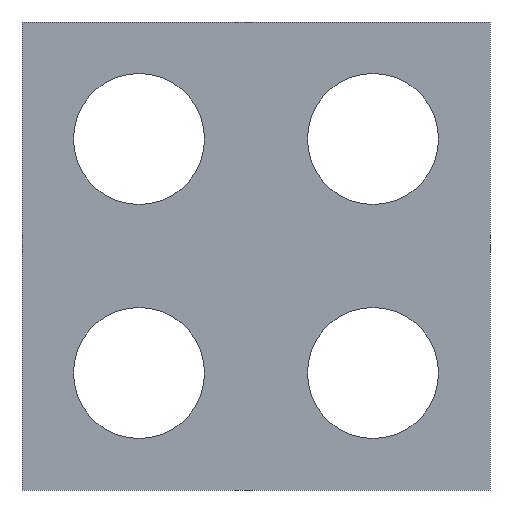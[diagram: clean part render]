
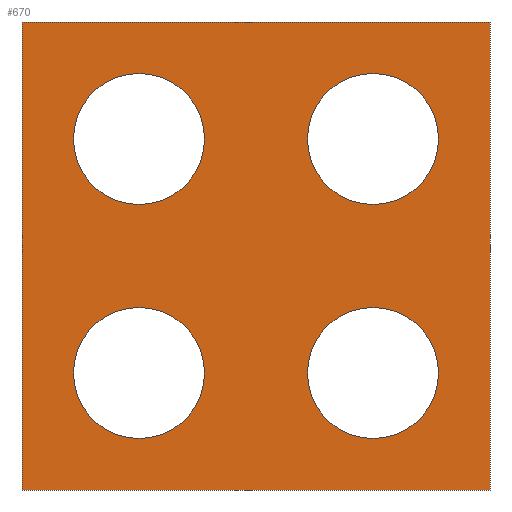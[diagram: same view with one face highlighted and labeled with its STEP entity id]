
A CAD part, front view. The second image highlights one B-rep face of the part: STEP entity #670.
In plain terms, the highlighted planar face has unit normal (0, -1, 0).
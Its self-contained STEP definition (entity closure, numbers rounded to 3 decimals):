
#12 = EDGE_CURVE ( 'NONE', #255, #383, #482, .T. ) ;
#22 = DIRECTION ( 'NONE',  ( 0., 1., 0. ) ) ;
#27 = VERTEX_POINT ( 'NONE', #917 ) ;
#40 = CARTESIAN_POINT ( 'NONE',  ( 62.5, 0., 97.5 ) ) ;
#47 = VERTEX_POINT ( 'NONE', #128 ) ;
#50 = CARTESIAN_POINT ( 'NONE',  ( 62.5, 0., -27.5 ) ) ;
#59 = CARTESIAN_POINT ( 'NONE',  ( 0., 0., 0. ) ) ;
#68 = DIRECTION ( 'NONE',  ( 0., 1., 0. ) ) ;
#70 = CARTESIAN_POINT ( 'NONE',  ( -62.5, 0., -62.5 ) ) ;
#115 = EDGE_CURVE ( 'NONE', #151, #1393, #1116, .T. ) ;
#127 = AXIS2_PLACEMENT_3D ( 'NONE', #794, #22, #356 ) ;
#128 = CARTESIAN_POINT ( 'NONE',  ( -62.5, 0., -97.5 ) ) ;
#138 = CARTESIAN_POINT ( 'NONE',  ( 62.5, 0., 62.5 ) ) ;
#151 = VERTEX_POINT ( 'NONE', #40 ) ;
#165 = ORIENTED_EDGE ( 'NONE', *, *, #555, .T. ) ;
#175 = CARTESIAN_POINT ( 'NONE',  ( 62.5, 0., -97.5 ) ) ;
#195 = DIRECTION ( 'NONE',  ( 0., 1., 0. ) ) ;
#208 = VERTEX_POINT ( 'NONE', #504 ) ;
#221 = LINE ( 'NONE', #1099, #779 ) ;
#224 = CARTESIAN_POINT ( 'NONE',  ( 125., 0., -125. ) ) ;
#249 = EDGE_LOOP ( 'NONE', ( #1298, #1153 ) ) ;
#255 = VERTEX_POINT ( 'NONE', #1286 ) ;
#271 = ORIENTED_EDGE ( 'NONE', *, *, #1025, .F. ) ;
#280 = CIRCLE ( 'NONE', #348, 35. ) ;
#284 = DIRECTION ( 'NONE',  ( 0., 0., 1. ) ) ;
#302 = CIRCLE ( 'NONE', #1299, 35. ) ;
#308 = FACE_BOUND ( 'NONE', #1306, .T. ) ;
#337 = CARTESIAN_POINT ( 'NONE',  ( 125., 0., 125. ) ) ;
#345 = AXIS2_PLACEMENT_3D ( 'NONE', #138, #582, #371 ) ;
#348 = AXIS2_PLACEMENT_3D ( 'NONE', #405, #627, #956 ) ;
#349 = AXIS2_PLACEMENT_3D ( 'NONE', #70, #519, #659 ) ;
#356 = DIRECTION ( 'NONE',  ( 0., 0., 1. ) ) ;
#365 = EDGE_CURVE ( 'NONE', #47, #208, #976, .T. ) ;
#371 = DIRECTION ( 'NONE',  ( 0., 0., 1. ) ) ;
#383 = VERTEX_POINT ( 'NONE', #873 ) ;
#405 = CARTESIAN_POINT ( 'NONE',  ( -62.5, 0., -62.5 ) ) ;
#411 = FACE_BOUND ( 'NONE', #585, .T. ) ;
#417 = VERTEX_POINT ( 'NONE', #224 ) ;
#418 = PLANE ( 'NONE',  #1096 ) ;
#419 = VECTOR ( 'NONE', #557, 1000. ) ;
#428 = CARTESIAN_POINT ( 'NONE',  ( 62.5, 0., -62.5 ) ) ;
#447 = DIRECTION ( 'NONE',  ( 1., 0., 0. ) ) ;
#465 = VERTEX_POINT ( 'NONE', #649 ) ;
#482 = LINE ( 'NONE', #819, #1276 ) ;
#500 = EDGE_CURVE ( 'NONE', #383, #417, #221, .T. ) ;
#504 = CARTESIAN_POINT ( 'NONE',  ( -62.5, 0., -27.5 ) ) ;
#513 = FACE_BOUND ( 'NONE', #1291, .T. ) ;
#517 = LINE ( 'NONE', #337, #419 ) ;
#519 = DIRECTION ( 'NONE',  ( 0., 1., 0. ) ) ;
#555 = EDGE_CURVE ( 'NONE', #208, #47, #280, .T. ) ;
#557 = DIRECTION ( 'NONE',  ( 0., 0., -1. ) ) ;
#582 = DIRECTION ( 'NONE',  ( 0., 1., 0. ) ) ;
#585 = EDGE_LOOP ( 'NONE', ( #637, #741 ) ) ;
#627 = DIRECTION ( 'NONE',  ( 0., 1., 0. ) ) ;
#630 = ORIENTED_EDGE ( 'NONE', *, *, #1382, .T. ) ;
#631 = EDGE_CURVE ( 'NONE', #1407, #910, #1271, .T. ) ;
#634 = DIRECTION ( 'NONE',  ( 0., 0., 1. ) ) ;
#637 = ORIENTED_EDGE ( 'NONE', *, *, #115, .T. ) ;
#649 = CARTESIAN_POINT ( 'NONE',  ( -62.5, 0., 97.5 ) ) ;
#657 = LINE ( 'NONE', #772, #882 ) ;
#659 = DIRECTION ( 'NONE',  ( 0., 0., 1. ) ) ;
#670 = ADVANCED_FACE ( 'NONE', ( #1412, #513, #411, #308, #1058 ), #418, .F. ) ;
#724 = VERTEX_POINT ( 'NONE', #1075 ) ;
#731 = EDGE_CURVE ( 'NONE', #910, #1407, #830, .T. ) ;
#741 = ORIENTED_EDGE ( 'NONE', *, *, #1038, .T. ) ;
#759 = AXIS2_PLACEMENT_3D ( 'NONE', #428, #68, #284 ) ;
#760 = ORIENTED_EDGE ( 'NONE', *, *, #365, .T. ) ;
#772 = CARTESIAN_POINT ( 'NONE',  ( -125., 0., 125. ) ) ;
#779 = VECTOR ( 'NONE', #447, 1000. ) ;
#794 = CARTESIAN_POINT ( 'NONE',  ( -62.5, 0., 62.5 ) ) ;
#819 = CARTESIAN_POINT ( 'NONE',  ( -125., 0., 125. ) ) ;
#830 = CIRCLE ( 'NONE', #1161, 35. ) ;
#837 = DIRECTION ( 'NONE',  ( 0., 0., 1. ) ) ;
#873 = CARTESIAN_POINT ( 'NONE',  ( -125., 0., -125. ) ) ;
#882 = VECTOR ( 'NONE', #1429, 1000. ) ;
#910 = VERTEX_POINT ( 'NONE', #175 ) ;
#911 = DIRECTION ( 'NONE',  ( 0., 0., -1. ) ) ;
#917 = CARTESIAN_POINT ( 'NONE',  ( -62.5, 0., 27.5 ) ) ;
#922 = CIRCLE ( 'NONE', #1130, 35. ) ;
#940 = DIRECTION ( 'NONE',  ( 0., 1., 0. ) ) ;
#953 = CARTESIAN_POINT ( 'NONE',  ( -62.5, 0., 62.5 ) ) ;
#956 = DIRECTION ( 'NONE',  ( 0., 0., 1. ) ) ;
#976 = CIRCLE ( 'NONE', #349, 35. ) ;
#1025 = EDGE_CURVE ( 'NONE', #255, #724, #657, .T. ) ;
#1032 = ORIENTED_EDGE ( 'NONE', *, *, #1066, .F. ) ;
#1038 = EDGE_CURVE ( 'NONE', #1393, #151, #302, .T. ) ;
#1058 = FACE_OUTER_BOUND ( 'NONE', #1364, .T. ) ;
#1066 = EDGE_CURVE ( 'NONE', #724, #417, #517, .T. ) ;
#1075 = CARTESIAN_POINT ( 'NONE',  ( 125., 0., 125. ) ) ;
#1096 = AXIS2_PLACEMENT_3D ( 'NONE', #59, #1292, #1195 ) ;
#1098 = ORIENTED_EDGE ( 'NONE', *, *, #500, .T. ) ;
#1099 = CARTESIAN_POINT ( 'NONE',  ( -125., 0., -125. ) ) ;
#1103 = DIRECTION ( 'NONE',  ( 0., 1., 0. ) ) ;
#1116 = CIRCLE ( 'NONE', #345, 35. ) ;
#1130 = AXIS2_PLACEMENT_3D ( 'NONE', #953, #940, #837 ) ;
#1145 = CARTESIAN_POINT ( 'NONE',  ( 62.5, 0., 27.5 ) ) ;
#1153 = ORIENTED_EDGE ( 'NONE', *, *, #731, .T. ) ;
#1161 = AXIS2_PLACEMENT_3D ( 'NONE', #1187, #195, #634 ) ;
#1187 = CARTESIAN_POINT ( 'NONE',  ( 62.5, 0., -62.5 ) ) ;
#1195 = DIRECTION ( 'NONE',  ( 0., 0., 1. ) ) ;
#1222 = CIRCLE ( 'NONE', #127, 35. ) ;
#1271 = CIRCLE ( 'NONE', #759, 35. ) ;
#1276 = VECTOR ( 'NONE', #911, 1000. ) ;
#1286 = CARTESIAN_POINT ( 'NONE',  ( -125., 0., 125. ) ) ;
#1291 = EDGE_LOOP ( 'NONE', ( #630, #1410 ) ) ;
#1292 = DIRECTION ( 'NONE',  ( 0., 1., 0. ) ) ;
#1298 = ORIENTED_EDGE ( 'NONE', *, *, #631, .T. ) ;
#1299 = AXIS2_PLACEMENT_3D ( 'NONE', #1400, #1103, #1331 ) ;
#1302 = ORIENTED_EDGE ( 'NONE', *, *, #12, .T. ) ;
#1306 = EDGE_LOOP ( 'NONE', ( #165, #760 ) ) ;
#1331 = DIRECTION ( 'NONE',  ( 0., 0., 1. ) ) ;
#1340 = EDGE_CURVE ( 'NONE', #27, #465, #1222, .T. ) ;
#1364 = EDGE_LOOP ( 'NONE', ( #271, #1302, #1098, #1032 ) ) ;
#1382 = EDGE_CURVE ( 'NONE', #465, #27, #922, .T. ) ;
#1393 = VERTEX_POINT ( 'NONE', #1145 ) ;
#1400 = CARTESIAN_POINT ( 'NONE',  ( 62.5, 0., 62.5 ) ) ;
#1407 = VERTEX_POINT ( 'NONE', #50 ) ;
#1410 = ORIENTED_EDGE ( 'NONE', *, *, #1340, .T. ) ;
#1412 = FACE_BOUND ( 'NONE', #249, .T. ) ;
#1429 = DIRECTION ( 'NONE',  ( 1., 0., 0. ) ) ;
